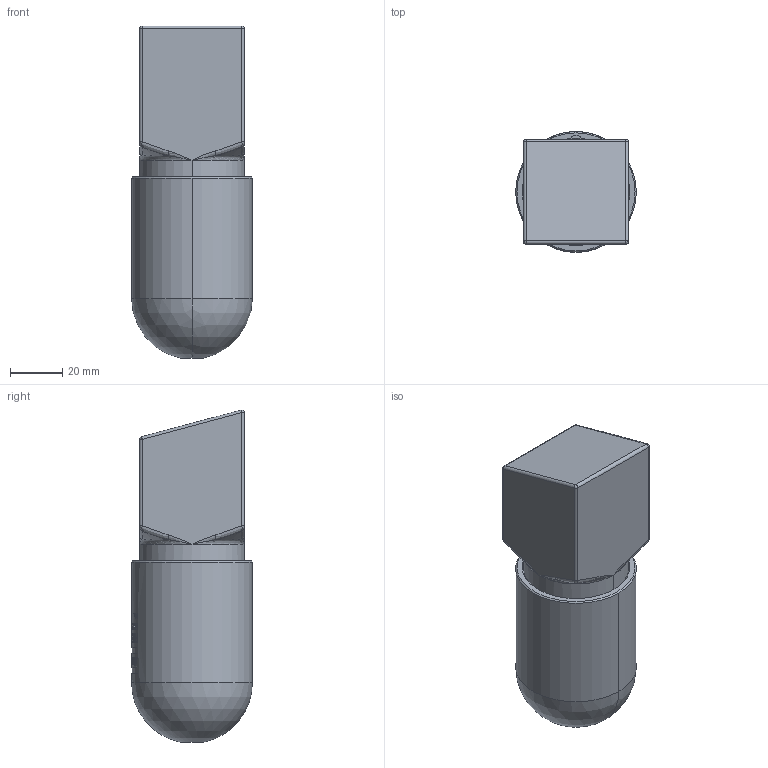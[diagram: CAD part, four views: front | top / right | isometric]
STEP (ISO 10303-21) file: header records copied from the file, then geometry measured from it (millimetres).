
FILE_DESCRIPTION((''),'2;1');
FILE_NAME('8426910114_ASM','2012-09-27T',('tooextcsr'),(''),'PRO/ENGINEER BY PARAMETRIC TECHNOLOGY CORPORATION, 2011410','PRO/ENGINEER BY PARAMETRIC TECHNOLOGY CORPORATION, 2011410','');
FILE_SCHEMA(('CONFIG_CONTROL_DESIGN', 'GEOMETRIC_VALIDATION_PROPERTIES_MIM'));
Length unit declared in the file: millimetre
Products named in the file (4): 3520032400; 0215000340; 3520034300; 8426910114_ASM
Assembly tree (3 placements, depth 2):
  8426910114_ASM
    3520032400
    0215000340
    3520034300
Bounding box: 46 x 46 x 126.5 mm (x, y, z)
Volume: 159051.3 mm3; surface area: 39781.2 mm2
Topology: 3 solids, 3 shells, 765 faces, 2064 edges, 1351 vertices
Faces by surface type: plane 529, extrusion 98, cylinder 75, cone 31, bspline 20, sphere 6, torus 6
Entity records: 33031 total; most frequent: CARTESIAN_POINT 8426, ORIENTED_EDGE 4120, DIRECTION 2995, PRESENTATION_STYLE_ASSIGNMENT 2090, STYLED_ITEM 2063, CURVE_STYLE 2060, EDGE_CURVE 2060, VERTEX_POINT 1351
